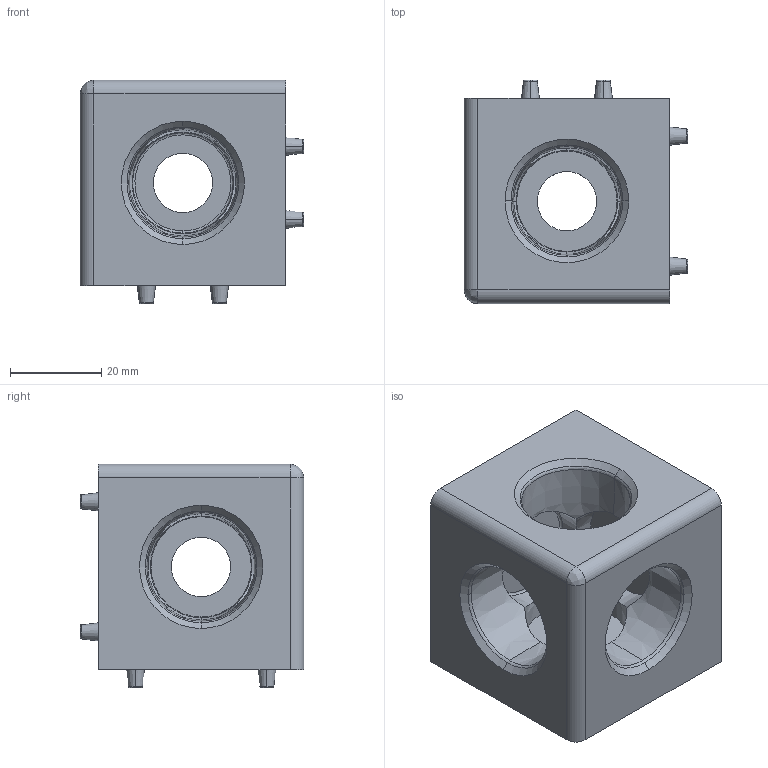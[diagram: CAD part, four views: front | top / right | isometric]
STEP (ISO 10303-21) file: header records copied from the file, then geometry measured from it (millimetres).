
FILE_DESCRIPTION (( 'STEP AP214' ), '1' );
FILE_NAME ('6121065', '2019-01-28T15:42:50', ( '' ), ('JUGARD+KÜNSTNER GmbH'), 'SwSTEP 2.0', 'SolidWorks 2017', '' );
FILE_SCHEMA (( 'AUTOMOTIVE_DESIGN' ));
Length unit declared in the file: millimetre
Products named in the file (1): 6121065
Bounding box: 49 x 49 x 49 mm (x, y, z)
Volume: 56096.2 mm3; surface area: 15998.7 mm2
Topology: 1 solids, 1 shells, 114 faces, 267 edges, 165 vertices
Faces by surface type: cone 42, bspline 33, plane 30, cylinder 9
Entity records: 3943 total; most frequent: CARTESIAN_POINT 1421, ORIENTED_EDGE 532, DIRECTION 514, EDGE_CURVE 266, AXIS2_PLACEMENT_3D 212, VERTEX_POINT 165, EDGE_LOOP 135, CIRCLE 130
